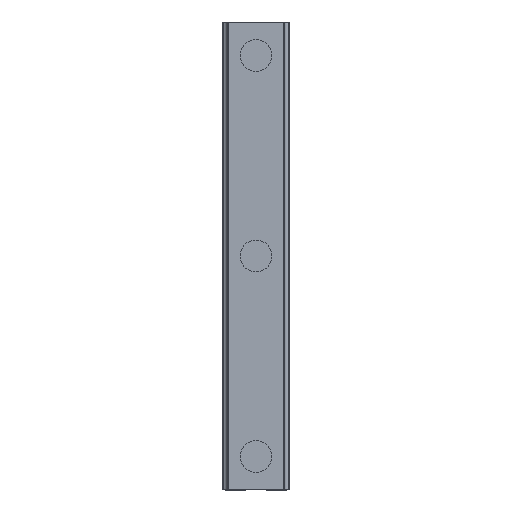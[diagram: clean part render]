
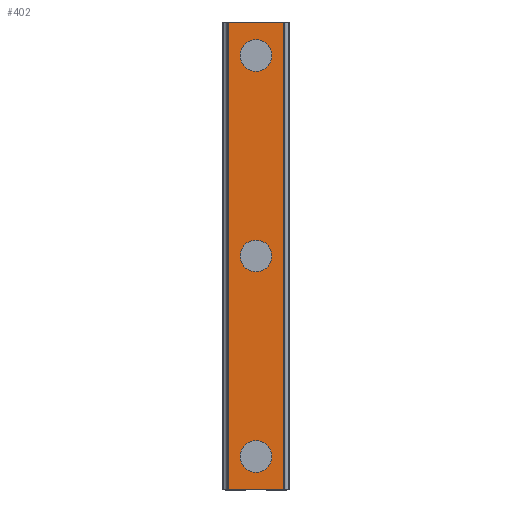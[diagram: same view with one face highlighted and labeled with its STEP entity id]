
A CAD part, top view. The second image highlights one B-rep face of the part: STEP entity #402.
In plain terms, the highlighted planar face has unit normal (0, 0, 1).
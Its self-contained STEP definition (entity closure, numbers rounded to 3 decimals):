
#402=ADVANCED_FACE('',(#824,#825,#826,#827),#828,.T.);
#824=FACE_BOUND('',#1259,.T.);
#825=FACE_BOUND('',#1260,.T.);
#826=FACE_BOUND('',#1261,.T.);
#827=FACE_OUTER_BOUND('',#1262,.T.);
#828=PLANE('',#1263);
#1259=EDGE_LOOP('',(#2449,#2450));
#1260=EDGE_LOOP('',(#2451,#2452));
#1261=EDGE_LOOP('',(#2453,#2454));
#1262=EDGE_LOOP('',(#2455,#2456,#2457,#2458));
#1263=AXIS2_PLACEMENT_3D('',#2459,#2460,#2461);
#2449=ORIENTED_EDGE('',*,*,#2651,.T.);
#2450=ORIENTED_EDGE('',*,*,#3006,.T.);
#2451=ORIENTED_EDGE('',*,*,#2639,.T.);
#2452=ORIENTED_EDGE('',*,*,#3024,.T.);
#2453=ORIENTED_EDGE('',*,*,#2627,.T.);
#2454=ORIENTED_EDGE('',*,*,#3039,.T.);
#2455=ORIENTED_EDGE('',*,*,#2988,.T.);
#2456=ORIENTED_EDGE('',*,*,#3088,.F.);
#2457=ORIENTED_EDGE('',*,*,#2860,.F.);
#2458=ORIENTED_EDGE('',*,*,#3086,.T.);
#2459=CARTESIAN_POINT('',(0.,140.0,15.5));
#2460=DIRECTION('',(0.0,0.0,1.0));
#2461=DIRECTION('',(-1.0,0.0,-0.0));
#2627=EDGE_CURVE('',#3144,#3141,#3145,.T.);
#2639=EDGE_CURVE('',#3166,#3163,#3167,.T.);
#2651=EDGE_CURVE('',#3188,#3185,#3189,.T.);
#2860=EDGE_CURVE('',#3504,#3506,#3507,.T.);
#2988=EDGE_CURVE('',#3717,#3715,#3718,.T.);
#3006=EDGE_CURVE('',#3185,#3188,#3751,.T.);
#3024=EDGE_CURVE('',#3163,#3166,#3771,.T.);
#3039=EDGE_CURVE('',#3141,#3144,#3788,.T.);
#3086=EDGE_CURVE('',#3504,#3717,#3837,.T.);
#3088=EDGE_CURVE('',#3506,#3715,#3839,.T.);
#3141=VERTEX_POINT('',#3894);
#3144=VERTEX_POINT('',#3898);
#3145=CIRCLE('',#3899,4.75);
#3163=VERTEX_POINT('',#3920);
#3166=VERTEX_POINT('',#3924);
#3167=CIRCLE('',#3925,4.75);
#3185=VERTEX_POINT('',#3946);
#3188=VERTEX_POINT('',#3950);
#3189=CIRCLE('',#3951,4.75);
#3504=VERTEX_POINT('',#4395);
#3506=VERTEX_POINT('',#4398);
#3507=LINE('',#4399,#4400);
#3715=VERTEX_POINT('',#4692);
#3717=VERTEX_POINT('',#4695);
#3718=LINE('',#4696,#4697);
#3751=CIRCLE('',#4737,4.75);
#3771=CIRCLE('',#4763,4.75);
#3788=CIRCLE('',#4784,4.75);
#3837=LINE('',#4853,#4854);
#3839=LINE('',#4856,#4857);
#3894=CARTESIAN_POINT('',(4.75,10.0,15.5));
#3898=CARTESIAN_POINT('',(-4.75,10.0,15.5));
#3899=AXIS2_PLACEMENT_3D('',#4929,#4930,#4931);
#3920=CARTESIAN_POINT('',(4.75,70.0,15.5));
#3924=CARTESIAN_POINT('',(-4.75,70.0,15.5));
#3925=AXIS2_PLACEMENT_3D('',#4951,#4952,#4953);
#3946=CARTESIAN_POINT('',(4.75,130.0,15.5));
#3950=CARTESIAN_POINT('',(-4.75,130.0,15.5));
#3951=AXIS2_PLACEMENT_3D('',#4973,#4974,#4975);
#4395=CARTESIAN_POINT('',(-8.378,140.0,15.5));
#4398=CARTESIAN_POINT('',(8.378,140.0,15.5));
#4399=CARTESIAN_POINT('',(-8.378,140.0,15.5));
#4400=VECTOR('',#5181,1.0);
#4692=CARTESIAN_POINT('',(8.378,0.0,15.5));
#4695=CARTESIAN_POINT('',(-8.378,0.0,15.5));
#4696=CARTESIAN_POINT('',(-8.378,0.0,15.5));
#4697=VECTOR('',#5321,1.0);
#4737=AXIS2_PLACEMENT_3D('',#5356,#5357,#5358);
#4763=AXIS2_PLACEMENT_3D('',#5377,#5378,#5379);
#4784=AXIS2_PLACEMENT_3D('',#5396,#5397,#5398);
#4853=CARTESIAN_POINT('',(-8.378,140.0,15.5));
#4854=VECTOR('',#5431,1.0);
#4856=CARTESIAN_POINT('',(8.378,140.0,15.5));
#4857=VECTOR('',#5432,1.0);
#4929=CARTESIAN_POINT('',(0.0,10.0,15.5));
#4930=DIRECTION('',(0.0,0.0,-1.0));
#4931=DIRECTION('',(1.0,0.0,0.0));
#4951=CARTESIAN_POINT('',(0.0,70.0,15.5));
#4952=DIRECTION('',(0.0,0.0,-1.0));
#4953=DIRECTION('',(1.0,0.0,0.0));
#4973=CARTESIAN_POINT('',(0.0,130.0,15.5));
#4974=DIRECTION('',(0.0,0.0,-1.0));
#4975=DIRECTION('',(1.0,0.0,0.0));
#5181=DIRECTION('',(1.0,0.0,0.0));
#5321=DIRECTION('',(1.0,0.0,0.0));
#5356=CARTESIAN_POINT('',(0.0,130.0,15.5));
#5357=DIRECTION('',(0.0,0.0,-1.0));
#5358=DIRECTION('',(1.0,0.0,0.0));
#5377=CARTESIAN_POINT('',(0.0,70.0,15.5));
#5378=DIRECTION('',(0.0,0.0,-1.0));
#5379=DIRECTION('',(1.0,0.0,0.0));
#5396=CARTESIAN_POINT('',(0.0,10.0,15.5));
#5397=DIRECTION('',(0.0,0.0,-1.0));
#5398=DIRECTION('',(1.0,0.0,0.0));
#5431=DIRECTION('',(0.0,-1.0,0.0));
#5432=DIRECTION('',(0.0,-1.0,0.0));
